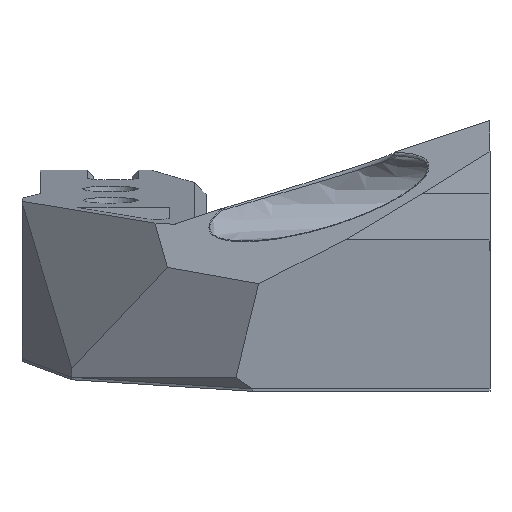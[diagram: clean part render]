
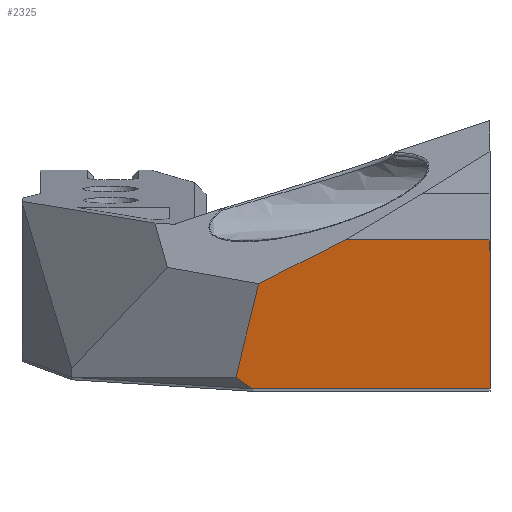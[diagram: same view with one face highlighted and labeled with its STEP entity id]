
A CAD part, left-side view. The second image highlights one B-rep face of the part: STEP entity #2325.
In plain terms, the highlighted planar face has unit normal (-0.985, 0, -0.174).
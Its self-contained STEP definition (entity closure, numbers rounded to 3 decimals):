
#252=LINE('',#3965,#495);
#303=LINE('',#4072,#546);
#304=LINE('',#4074,#547);
#305=LINE('',#4076,#548);
#306=LINE('',#4078,#549);
#307=LINE('',#4079,#550);
#495=VECTOR('',#2872,1000.);
#546=VECTOR('',#2973,1000.);
#547=VECTOR('',#2974,1000.);
#548=VECTOR('',#2975,1000.);
#549=VECTOR('',#2976,1000.);
#550=VECTOR('',#2977,1000.);
#701=FACE_OUTER_BOUND('',#830,.T.);
#830=EDGE_LOOP('',(#1970,#1971,#1972,#1973,#1974,#1975));
#1057=VERTEX_POINT('',#3963);
#1058=VERTEX_POINT('',#3964);
#1089=VERTEX_POINT('',#4071);
#1090=VERTEX_POINT('',#4073);
#1091=VERTEX_POINT('',#4075);
#1092=VERTEX_POINT('',#4077);
#1346=EDGE_CURVE('',#1057,#1058,#252,.T.);
#1400=EDGE_CURVE('',#1089,#1057,#303,.T.);
#1401=EDGE_CURVE('',#1090,#1089,#304,.T.);
#1402=EDGE_CURVE('',#1091,#1090,#305,.T.);
#1403=EDGE_CURVE('',#1092,#1091,#306,.T.);
#1404=EDGE_CURVE('',#1058,#1092,#307,.T.);
#1970=ORIENTED_EDGE('',*,*,#1400,.F.);
#1971=ORIENTED_EDGE('',*,*,#1401,.F.);
#1972=ORIENTED_EDGE('',*,*,#1402,.F.);
#1973=ORIENTED_EDGE('',*,*,#1403,.F.);
#1974=ORIENTED_EDGE('',*,*,#1404,.F.);
#1975=ORIENTED_EDGE('',*,*,#1346,.F.);
#2212=PLANE('',#2490);
#2325=ADVANCED_FACE('',(#701),#2212,.T.);
#2490=AXIS2_PLACEMENT_3D('',#4070,#2971,#2972);
#2872=DIRECTION('',(0.,1.,0.));
#2971=DIRECTION('center_axis',(-0.985,0.,
-0.174));
#2972=DIRECTION('ref_axis',(-0.174,0.,0.985));
#2973=DIRECTION('',(0.174,0.,-0.985));
#2974=DIRECTION('',(0.,-1.,0.));
#2975=DIRECTION('',(-0.079,-0.889,0.45));
#2976=DIRECTION('',(-0.169,-0.234,0.957));
#2977=DIRECTION('',(-0.099,0.822,0.561));
#3963=CARTESIAN_POINT('',(-31.826,22.4,106.089));
#3964=CARTESIAN_POINT('',(-31.826,41.678,106.089));
#3965=CARTESIAN_POINT('',(-31.826,37.675,106.089));
#4070=CARTESIAN_POINT('Origin',(-33.965,60.9,118.208));
#4071=CARTESIAN_POINT('',(-33.965,22.4,118.208));
#4072=CARTESIAN_POINT('',(-33.965,22.4,118.208));
#4073=CARTESIAN_POINT('',(-33.965,34.162,118.208));
#4074=CARTESIAN_POINT('',(-33.965,60.9,118.208));
#4075=CARTESIAN_POINT('',(-33.335,41.205,114.641));
#4076=CARTESIAN_POINT('',(-33.994,33.835,118.374));
#4077=CARTESIAN_POINT('',(-31.993,43.063,107.035));
#4078=CARTESIAN_POINT('',(-31.733,43.423,105.562));
#4079=CARTESIAN_POINT('',(-32.832,50.02,111.789));
